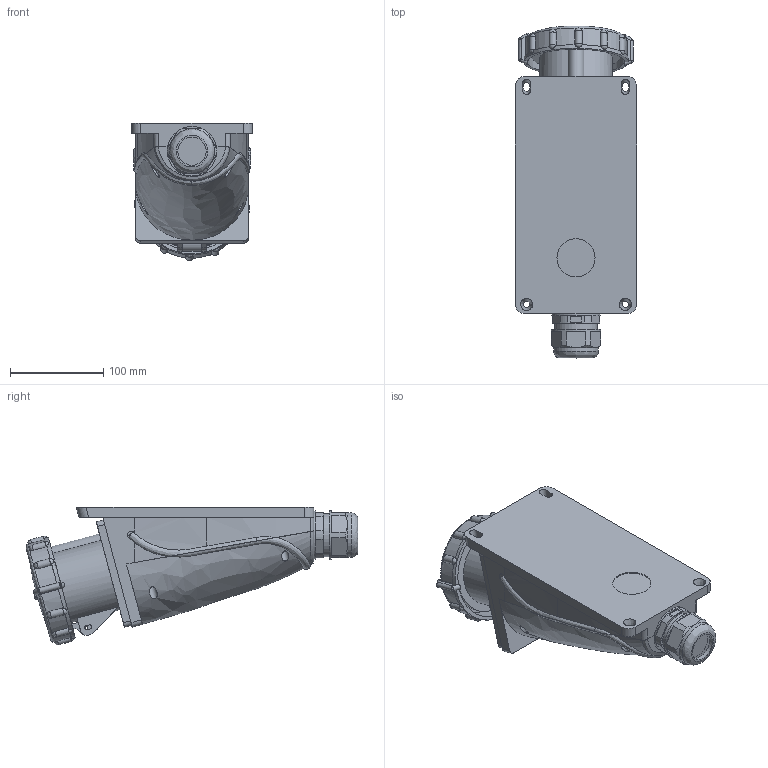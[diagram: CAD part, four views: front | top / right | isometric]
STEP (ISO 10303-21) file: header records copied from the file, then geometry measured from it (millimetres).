
FILE_DESCRIPTION (( 'STEP AP203' ), '1' );
FILE_NAME ('PSN11-063-3 Ðîçåòêà ñòàöèîíàðíàÿ ÑÑÈ-133 63À-6÷_200-250Â 2Ð+ÐÅ IP67 MAGNUM ÈÝÊ.STEP', '2016-11-11T08:43:20', ( '' ), ( '' ), 'SwSTEP 2.0', 'SolidWorks 2014', '' );
FILE_SCHEMA (( 'CONFIG_CONTROL_DESIGN' ));
Length unit declared in the file: millimetre
Products named in the file (1): PSN11-063-3 Ðîçåòêà ñòàöèîíàðíàÿ ÑÑÈ-133 63À-6÷_200-250Â 2Ð+ÐÅ IP67 MAGNUM ÈÝÊ
Bounding box: 130 x 356.5 x 147.77 mm (x, y, z)
Volume: 1338901 mm3; surface area: 383188.7 mm2
Topology: 2 solids, 2 shells, 580 faces, 1608 edges, 1068 vertices
Faces by surface type: plane 309, cylinder 178, bspline 81, torus 6, cone 6
Full cylindrical faces by diameter (mm): 3 x1, 6 x1, 6.382 x1, 6.5 x4, 7 x1, 7.02 x1, 8 x4, 9 x5, 11 x1, 11.4 x1, 14 x1, 17.2 x1, 30.3 x1, 30.5 x1, 40 x1, 41 x2, 46 x1, 48 x1, 52 x1, 53 x1, 60 x1, 60.5 x1, 75 x2, 76 x1, 96 x1, 96.2 x1, 97 x1, 97.5 x1, 100.2 x1, 102 x1
Entity records: 34114 total; most frequent: CARTESIAN_POINT 20301, ORIENTED_EDGE 3030, DIRECTION 2518, EDGE_CURVE 1515, VERTEX_POINT 1044, AXIS2_PLACEMENT_3D 889, LINE 740, VECTOR 740
